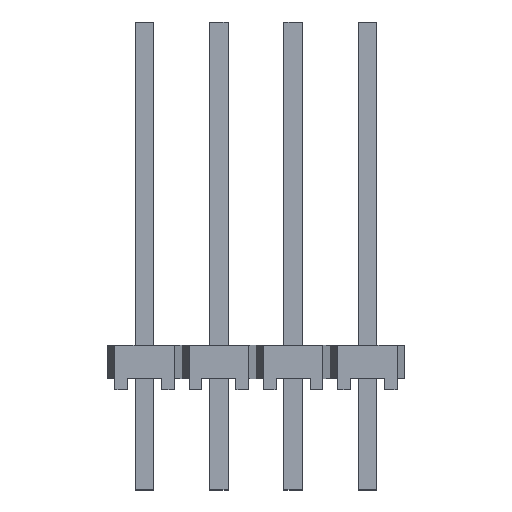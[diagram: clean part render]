
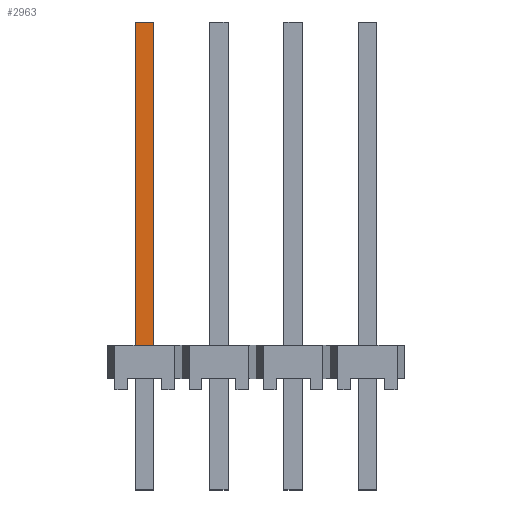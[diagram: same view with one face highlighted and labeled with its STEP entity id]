
A CAD part, top view. The second image highlights one B-rep face of the part: STEP entity #2963.
In plain terms, the highlighted planar face has unit normal (0, 0, 1).
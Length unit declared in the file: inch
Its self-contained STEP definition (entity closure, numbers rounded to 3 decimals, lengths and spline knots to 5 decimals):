
#683=ORIENTED_EDGE('',*,*,#1193,.T.);
#684=ORIENTED_EDGE('',*,*,#1194,.T.);
#685=ORIENTED_EDGE('',*,*,#1195,.T.);
#686=ORIENTED_EDGE('',*,*,#1196,.T.);
#1193=EDGE_CURVE('',#1489,#1490,#1871,.T.);
#1194=EDGE_CURVE('',#1490,#1491,#1872,.T.);
#1195=EDGE_CURVE('',#1491,#1492,#1873,.T.);
#1196=EDGE_CURVE('',#1492,#1489,#1874,.T.);
#1489=VERTEX_POINT('',#4597);
#1490=VERTEX_POINT('',#4598);
#1491=VERTEX_POINT('',#4600);
#1492=VERTEX_POINT('',#4602);
#1871=LINE('',#4596,#2281);
#1872=LINE('',#4599,#2282);
#1873=LINE('',#4601,#2283);
#1874=LINE('',#4603,#2284);
#2281=VECTOR('',#3767,39.37008);
#2282=VECTOR('',#3768,39.37008);
#2283=VECTOR('',#3769,39.37008);
#2284=VECTOR('',#3770,39.37008);
#2477=EDGE_LOOP('',(#683,#684,#685,#686));
#2647=FACE_BOUND('',#2477,.T.);
#2809=PLANE('',#3144);
#2963=ADVANCED_FACE('',(#2647),#2809,.T.);
#3144=AXIS2_PLACEMENT_3D('',#4595,#3765,#3766);
#3765=DIRECTION('',(0.,0.,1.));
#3766=DIRECTION('',(1.,0.,0.));
#3767=DIRECTION('',(1.,0.,0.));
#3768=DIRECTION('',(0.,1.,0.));
#3769=DIRECTION('',(-1.,0.,0.));
#3770=DIRECTION('',(0.,-1.,0.));
#4595=CARTESIAN_POINT('',(0.,0.,0.0125));
#4596=CARTESIAN_POINT('',(0.,0.16,0.0125));
#4597=CARTESIAN_POINT('',(-0.1625,0.16,0.0125));
#4598=CARTESIAN_POINT('',(-0.1375,0.16,0.0125));
#4599=CARTESIAN_POINT('',(-0.1375,0.,0.0125));
#4600=CARTESIAN_POINT('',(-0.1375,0.63,0.0125));
#4601=CARTESIAN_POINT('',(0.1625,0.63,0.0125));
#4602=CARTESIAN_POINT('',(-0.1625,0.63,0.0125));
#4603=CARTESIAN_POINT('',(-0.1625,0.63,0.0125));
